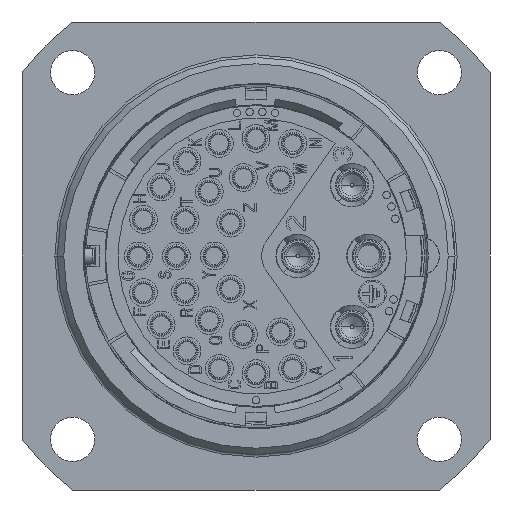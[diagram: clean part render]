
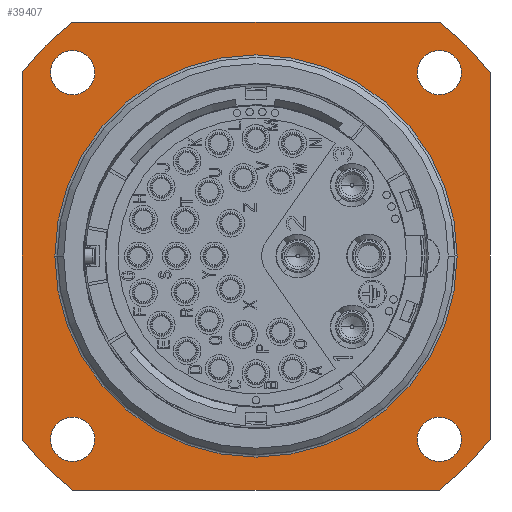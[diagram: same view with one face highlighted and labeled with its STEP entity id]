
A CAD part, left-side view. The second image highlights one B-rep face of the part: STEP entity #39407.
In plain terms, the highlighted planar face has unit normal (-1, 0, 0).
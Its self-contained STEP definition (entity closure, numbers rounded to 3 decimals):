
#2934=DIRECTION('',(0.,0.,1.));
#2935=VECTOR('',#2934,28.983);
#2936=CARTESIAN_POINT('',(8.4,-18.5,-14.491));
#2937=LINE('4509',#2936,#2935);
#2938=CARTESIAN_POINT('',(8.4,0.,0.));
#2939=DIRECTION('',(-1.,0.,0.));
#2940=DIRECTION('',(0.,-0.617,-0.787));
#2941=AXIS2_PLACEMENT_3D('',#2938,#2939,#2940);
#2943=DIRECTION('',(0.,-1.,0.));
#2944=VECTOR('',#2943,28.983);
#2945=CARTESIAN_POINT('',(8.4,14.491,-18.5));
#2946=LINE('4511',#2945,#2944);
#2947=CARTESIAN_POINT('',(8.4,0.,0.));
#2948=DIRECTION('',(-1.,0.,0.));
#2949=DIRECTION('',(0.,0.787,-0.617));
#2950=AXIS2_PLACEMENT_3D('',#2947,#2948,#2949);
#2952=DIRECTION('',(0.,0.,-1.));
#2953=VECTOR('',#2952,28.983);
#2954=CARTESIAN_POINT('',(8.4,18.5,14.491));
#2955=LINE('4513',#2954,#2953);
#2956=CARTESIAN_POINT('',(8.4,0.,0.));
#2957=DIRECTION('',(-1.,0.,0.));
#2958=DIRECTION('',(0.,0.617,0.787));
#2959=AXIS2_PLACEMENT_3D('',#2956,#2957,#2958);
#2961=DIRECTION('',(0.,1.,0.));
#2962=VECTOR('',#2961,28.983);
#2963=CARTESIAN_POINT('',(8.4,-14.491,18.5));
#2964=LINE('4515',#2963,#2962);
#2965=CARTESIAN_POINT('',(8.4,0.,0.));
#2966=DIRECTION('',(-1.,0.,0.));
#2967=DIRECTION('',(0.,-0.787,0.617));
#2968=AXIS2_PLACEMENT_3D('',#2965,#2966,#2967);
#2970=CARTESIAN_POINT('',(8.4,14.5,14.5));
#2971=DIRECTION('',(-1.,0.,0.));
#2972=DIRECTION('',(0.,-1.,0.));
#2973=AXIS2_PLACEMENT_3D('',#2970,#2971,#2972);
#2975=CARTESIAN_POINT('',(8.4,14.5,14.5));
#2976=DIRECTION('',(-1.,0.,0.));
#2977=DIRECTION('',(0.,1.,0.));
#2978=AXIS2_PLACEMENT_3D('',#2975,#2976,#2977);
#2980=CARTESIAN_POINT('',(8.4,14.5,-14.5));
#2981=DIRECTION('',(-1.,0.,0.));
#2982=DIRECTION('',(0.,-1.,0.));
#2983=AXIS2_PLACEMENT_3D('',#2980,#2981,#2982);
#2985=CARTESIAN_POINT('',(8.4,14.5,-14.5));
#2986=DIRECTION('',(-1.,0.,0.));
#2987=DIRECTION('',(0.,1.,0.));
#2988=AXIS2_PLACEMENT_3D('',#2985,#2986,#2987);
#2990=CARTESIAN_POINT('',(8.4,-14.5,-14.5));
#2991=DIRECTION('',(-1.,0.,0.));
#2992=DIRECTION('',(0.,-1.,0.));
#2993=AXIS2_PLACEMENT_3D('',#2990,#2991,#2992);
#2995=CARTESIAN_POINT('',(8.4,-14.5,-14.5));
#2996=DIRECTION('',(-1.,0.,0.));
#2997=DIRECTION('',(0.,1.,0.));
#2998=AXIS2_PLACEMENT_3D('',#2995,#2996,#2997);
#3000=CARTESIAN_POINT('',(8.4,-14.5,14.5));
#3001=DIRECTION('',(-1.,0.,0.));
#3002=DIRECTION('',(0.,-1.,0.));
#3003=AXIS2_PLACEMENT_3D('',#3000,#3001,#3002);
#3005=CARTESIAN_POINT('',(8.4,-14.5,14.5));
#3006=DIRECTION('',(-1.,0.,0.));
#3007=DIRECTION('',(0.,1.,0.));
#3008=AXIS2_PLACEMENT_3D('',#3005,#3006,#3007);
#3052=CARTESIAN_POINT('',(8.4,0.,0.));
#3053=DIRECTION('',(1.,0.,0.));
#3054=DIRECTION('',(0.,-1.,0.));
#3055=AXIS2_PLACEMENT_3D('',#3052,#3053,#3054);
#19331=CARTESIAN_POINT('',(8.4,0.,0.));
#19332=DIRECTION('',(1.,0.,0.));
#19333=DIRECTION('',(0.,1.,0.));
#19334=AXIS2_PLACEMENT_3D('',#19331,#19332,#19333);
#28621=CARTESIAN_POINT('',(8.4,-18.5,-14.491));
#28622=CARTESIAN_POINT('',(8.4,-18.5,14.491));
#28623=VERTEX_POINT('',#28621);
#28624=VERTEX_POINT('',#28622);
#28625=CARTESIAN_POINT('',(8.4,-14.491,-18.5));
#28626=VERTEX_POINT('',#28625);
#28627=CARTESIAN_POINT('',(8.4,14.491,-18.5));
#28628=VERTEX_POINT('',#28627);
#28629=CARTESIAN_POINT('',(8.4,18.5,-14.491));
#28630=VERTEX_POINT('',#28629);
#28631=CARTESIAN_POINT('',(8.4,18.5,14.491));
#28632=VERTEX_POINT('',#28631);
#28633=CARTESIAN_POINT('',(8.4,14.491,18.5));
#28634=VERTEX_POINT('',#28633);
#28635=CARTESIAN_POINT('',(8.4,-14.491,18.5));
#28636=VERTEX_POINT('',#28635);
#28641=CARTESIAN_POINT('',(8.4,16.25,14.5));
#28642=VERTEX_POINT('',#28641);
#28643=CARTESIAN_POINT('',(8.4,12.75,14.5));
#28644=VERTEX_POINT('',#28643);
#28649=CARTESIAN_POINT('',(8.4,16.25,-14.5));
#28650=VERTEX_POINT('',#28649);
#28651=CARTESIAN_POINT('',(8.4,12.75,-14.5));
#28652=VERTEX_POINT('',#28651);
#28657=CARTESIAN_POINT('',(8.4,-12.75,-14.5));
#28658=VERTEX_POINT('',#28657);
#28659=CARTESIAN_POINT('',(8.4,-16.25,-14.5));
#28660=VERTEX_POINT('',#28659);
#28665=CARTESIAN_POINT('',(8.4,-12.75,14.5));
#28666=VERTEX_POINT('',#28665);
#28667=CARTESIAN_POINT('',(8.4,-16.25,14.5));
#28668=VERTEX_POINT('',#28667);
#28727=CARTESIAN_POINT('',(8.4,-15.9,0.));
#28728=CARTESIAN_POINT('',(8.4,15.9,0.));
#28729=VERTEX_POINT('',#28727);
#28730=VERTEX_POINT('',#28728);
#39362=CARTESIAN_POINT('',(8.4,0.,0.));
#39363=DIRECTION('',(1.,0.,0.));
#39364=DIRECTION('',(0.,-1.,0.));
#39365=AXIS2_PLACEMENT_3D('',#39362,#39363,#39364);
#39366=PLANE('291',#39365);
#39367=ORIENTED_EDGE('4509',*,*,#39202,.F.);
#39368=ORIENTED_EDGE('4510',*,*,#39224,.F.);
#39369=ORIENTED_EDGE('4511',*,*,#39245,.F.);
#39370=ORIENTED_EDGE('4512',*,*,#39266,.F.);
#39371=ORIENTED_EDGE('4513',*,*,#39287,.F.);
#39372=ORIENTED_EDGE('4514',*,*,#39308,.F.);
#39373=ORIENTED_EDGE('4515',*,*,#39329,.F.);
#39374=ORIENTED_EDGE('4516',*,*,#39349,.F.);
#39375=EDGE_LOOP('291',(#39367,#39368,#39369,#39370,#39371,#39372,#39373,
#39374));
#39376=FACE_OUTER_BOUND('291',#39375,.F.);
#39378=ORIENTED_EDGE('4563',*,*,#39377,.T.);
#39380=ORIENTED_EDGE('4564',*,*,#39379,.T.);
#39381=EDGE_LOOP('291',(#39378,#39380));
#39382=FACE_BOUND('291',#39381,.F.);
#39384=ORIENTED_EDGE('4565',*,*,#39383,.T.);
#39386=ORIENTED_EDGE('4566',*,*,#39385,.T.);
#39387=EDGE_LOOP('291',(#39384,#39386));
#39388=FACE_BOUND('291',#39387,.F.);
#39390=ORIENTED_EDGE('4567',*,*,#39389,.T.);
#39392=ORIENTED_EDGE('4568',*,*,#39391,.T.);
#39393=EDGE_LOOP('291',(#39390,#39392));
#39394=FACE_BOUND('291',#39393,.F.);
#39396=ORIENTED_EDGE('4569',*,*,#39395,.T.);
#39398=ORIENTED_EDGE('4570',*,*,#39397,.T.);
#39399=EDGE_LOOP('291',(#39396,#39398));
#39400=FACE_BOUND('291',#39399,.F.);
#39402=ORIENTED_EDGE('4594',*,*,#39401,.F.);
#39404=ORIENTED_EDGE('4596',*,*,#39403,.F.);
#39405=EDGE_LOOP('291',(#39402,#39404));
#39406=FACE_BOUND('291',#39405,.F.);
#2942=CIRCLE('4510',#2941,23.5);
#2951=CIRCLE('4512',#2950,23.5);
#2960=CIRCLE('4514',#2959,23.5);
#2969=CIRCLE('4516',#2968,23.5);
#2974=CIRCLE('4563',#2973,1.75);
#2979=CIRCLE('4564',#2978,1.75);
#2984=CIRCLE('4565',#2983,1.75);
#2989=CIRCLE('4566',#2988,1.75);
#2994=CIRCLE('4567',#2993,1.75);
#2999=CIRCLE('4568',#2998,1.75);
#3004=CIRCLE('4569',#3003,1.75);
#3009=CIRCLE('4570',#3008,1.75);
#3056=CIRCLE('4594',#3055,15.9);
#19335=CIRCLE('4596',#19334,15.9);
#39202=EDGE_CURVE('4509',#28623,#28624,#2937,.T.);
#39224=EDGE_CURVE('4510',#28626,#28623,#2942,.T.);
#39245=EDGE_CURVE('4511',#28628,#28626,#2946,.T.);
#39266=EDGE_CURVE('4512',#28630,#28628,#2951,.T.);
#39287=EDGE_CURVE('4513',#28632,#28630,#2955,.T.);
#39308=EDGE_CURVE('4514',#28634,#28632,#2960,.T.);
#39329=EDGE_CURVE('4515',#28636,#28634,#2964,.T.);
#39349=EDGE_CURVE('4516',#28624,#28636,#2969,.T.);
#39377=EDGE_CURVE('4563',#28644,#28642,#2974,.T.);
#39379=EDGE_CURVE('4564',#28642,#28644,#2979,.T.);
#39383=EDGE_CURVE('4565',#28652,#28650,#2984,.T.);
#39385=EDGE_CURVE('4566',#28650,#28652,#2989,.T.);
#39389=EDGE_CURVE('4567',#28660,#28658,#2994,.T.);
#39391=EDGE_CURVE('4568',#28658,#28660,#2999,.T.);
#39395=EDGE_CURVE('4569',#28668,#28666,#3004,.T.);
#39397=EDGE_CURVE('4570',#28666,#28668,#3009,.T.);
#39401=EDGE_CURVE('4594',#28729,#28730,#3056,.T.);
#39403=EDGE_CURVE('4596',#28730,#28729,#19335,.T.);
#39407=ADVANCED_FACE('291',(#39376,#39382,#39388,#39394,#39400,#39406),#39366,
.F.);
